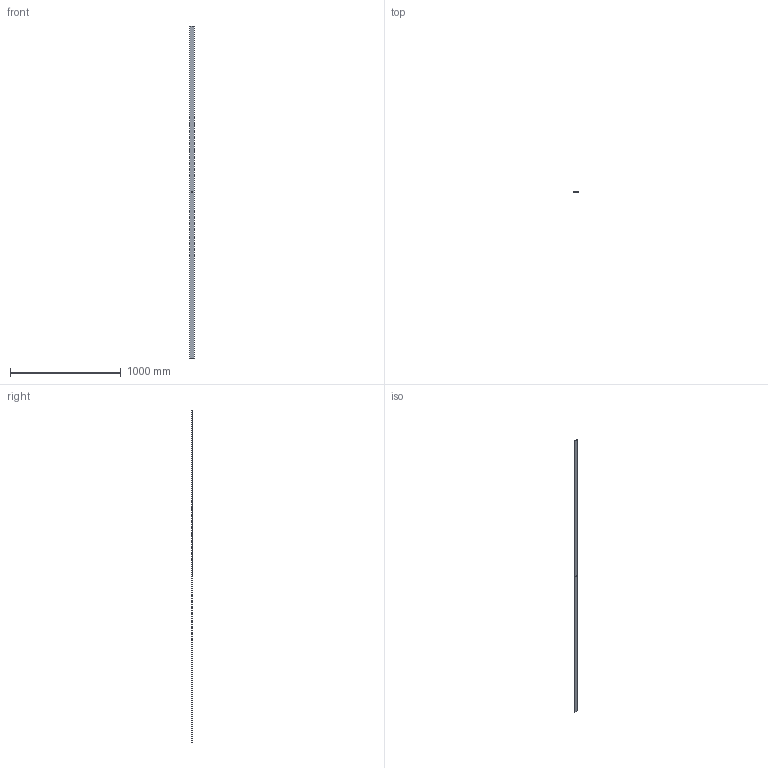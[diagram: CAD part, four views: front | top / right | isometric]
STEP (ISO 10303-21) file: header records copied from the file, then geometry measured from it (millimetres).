
FILE_DESCRIPTION (( 'STEP AP203' ), '1' );
FILE_NAME ('114-A-5.STEP', '2022-04-27T12:34:36', ( '' ), ( '' ), 'SwSTEP 2.0', 'SolidWorks 2018', '' );
FILE_SCHEMA (( 'CONFIG_CONTROL_DESIGN' ));
Length unit declared in the file: millimetre
Products named in the file (1): 114-A-5
Bounding box: 40 x 8 x 3000 mm (x, y, z)
Volume: 826674.5 mm3; surface area: 269965.6 mm2
Topology: 1 solids, 1 shells, 229 faces, 618 edges, 412 vertices
Faces by surface type: plane 150, bspline 76, cylinder 3
Entity records: 10323 total; most frequent: CARTESIAN_POINT 5000, ORIENTED_EDGE 1236, DIRECTION 780, EDGE_CURVE 618, VECTOR 460, LINE 460, VERTEX_POINT 412, EDGE_LOOP 250
